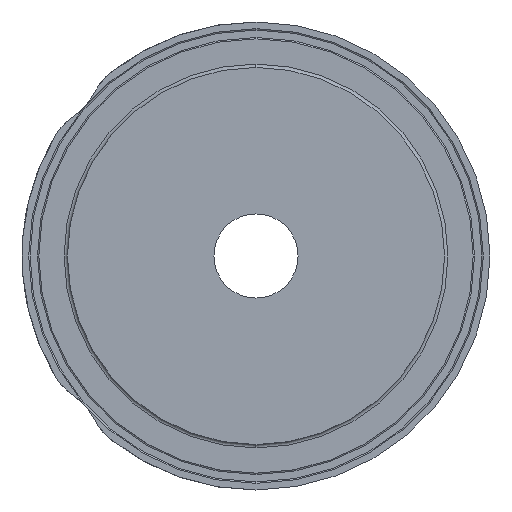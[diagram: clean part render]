
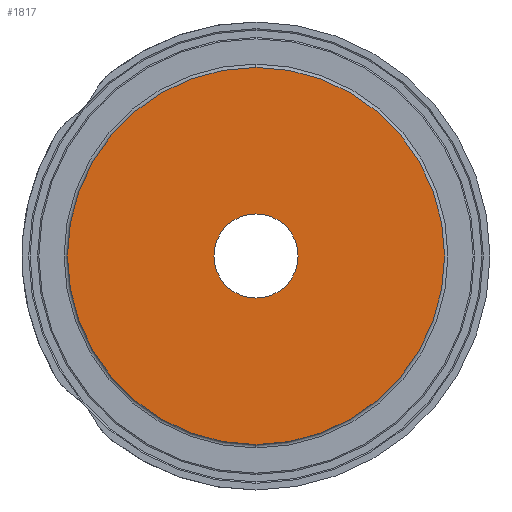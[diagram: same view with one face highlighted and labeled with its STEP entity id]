
A CAD part, front view. The second image highlights one B-rep face of the part: STEP entity #1817.
In plain terms, the highlighted planar face has unit normal (0, -1, 0).
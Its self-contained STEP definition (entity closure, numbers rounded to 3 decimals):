
#18 = ORIENTED_EDGE ( 'NONE', *, *, #471, .F. ) ;
#50 = CIRCLE ( 'NONE', #1782, 6.25 ) ;
#60 = DIRECTION ( 'NONE',  ( 0., 1., 0. ) ) ;
#84 = ORIENTED_EDGE ( 'NONE', *, *, #1460, .T. ) ;
#119 = ORIENTED_EDGE ( 'NONE', *, *, #1734, .T. ) ;
#224 = FACE_BOUND ( 'NONE', #1664, .T. ) ;
#245 = CARTESIAN_POINT ( 'NONE',  ( 0., -2., 6.25 ) ) ;
#272 = CIRCLE ( 'NONE', #1205, 6.25 ) ;
#284 = AXIS2_PLACEMENT_3D ( 'NONE', #514, #60, #1125 ) ;
#431 = EDGE_CURVE ( 'NONE', #1222, #1697, #1075, .T. ) ;
#471 = EDGE_CURVE ( 'NONE', #1697, #1222, #583, .T. ) ;
#514 = CARTESIAN_POINT ( 'NONE',  ( 0., -2., 0. ) ) ;
#515 = DIRECTION ( 'NONE',  ( 0., 1., 0. ) ) ;
#567 = PLANE ( 'NONE',  #1194 ) ;
#583 = CIRCLE ( 'NONE', #284, 28. ) ;
#630 = EDGE_LOOP ( 'NONE', ( #1542, #18 ) ) ;
#651 = CARTESIAN_POINT ( 'NONE',  ( 0., -2., 0. ) ) ;
#841 = VERTEX_POINT ( 'NONE', #245 ) ;
#948 = CARTESIAN_POINT ( 'NONE',  ( 0., -2., -28. ) ) ;
#991 = CARTESIAN_POINT ( 'NONE',  ( 0., -2., 0. ) ) ;
#1034 = CARTESIAN_POINT ( 'NONE',  ( 0., -2., 0. ) ) ;
#1075 = CIRCLE ( 'NONE', #1910, 28. ) ;
#1116 = VERTEX_POINT ( 'NONE', #1370 ) ;
#1125 = DIRECTION ( 'NONE',  ( 0., 0., 1. ) ) ;
#1161 = DIRECTION ( 'NONE',  ( 0., -1., 0. ) ) ;
#1167 = FACE_OUTER_BOUND ( 'NONE', #630, .T. ) ;
#1194 = AXIS2_PLACEMENT_3D ( 'NONE', #1897, #1161, #1323 ) ;
#1205 = AXIS2_PLACEMENT_3D ( 'NONE', #1034, #1312, #1899 ) ;
#1222 = VERTEX_POINT ( 'NONE', #1642 ) ;
#1312 = DIRECTION ( 'NONE',  ( 0., 1., 0. ) ) ;
#1323 = DIRECTION ( 'NONE',  ( 0., 0., -1. ) ) ;
#1370 = CARTESIAN_POINT ( 'NONE',  ( 0., -2., -6.25 ) ) ;
#1460 = EDGE_CURVE ( 'NONE', #841, #1116, #272, .T. ) ;
#1540 = DIRECTION ( 'NONE',  ( 0., 0., 1. ) ) ;
#1542 = ORIENTED_EDGE ( 'NONE', *, *, #431, .F. ) ;
#1642 = CARTESIAN_POINT ( 'NONE',  ( 0., -2., 28. ) ) ;
#1664 = EDGE_LOOP ( 'NONE', ( #84, #119 ) ) ;
#1697 = VERTEX_POINT ( 'NONE', #948 ) ;
#1701 = DIRECTION ( 'NONE',  ( 0., 1., 0. ) ) ;
#1734 = EDGE_CURVE ( 'NONE', #1116, #841, #50, .T. ) ;
#1782 = AXIS2_PLACEMENT_3D ( 'NONE', #651, #515, #1860 ) ;
#1817 = ADVANCED_FACE ( 'NONE', ( #224, #1167 ), #567, .T. ) ;
#1860 = DIRECTION ( 'NONE',  ( 0., 0., 1. ) ) ;
#1897 = CARTESIAN_POINT ( 'NONE',  ( 0., -2., 28. ) ) ;
#1899 = DIRECTION ( 'NONE',  ( 0., 0., 1. ) ) ;
#1910 = AXIS2_PLACEMENT_3D ( 'NONE', #991, #1701, #1540 ) ;
